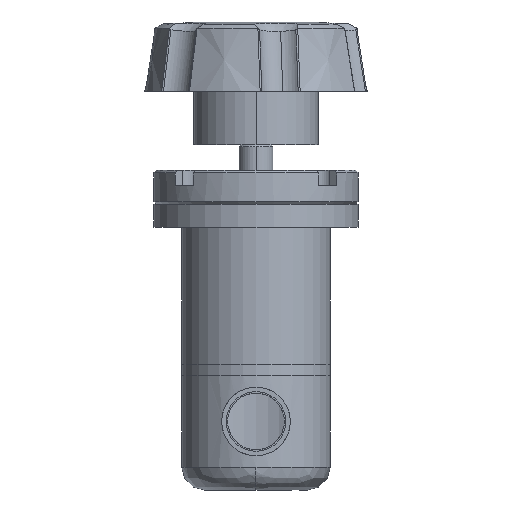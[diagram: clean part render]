
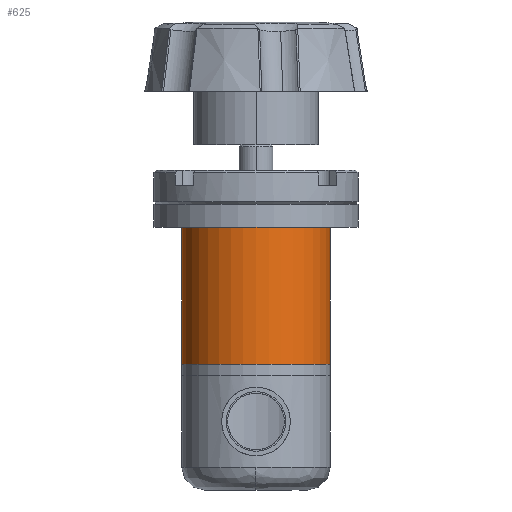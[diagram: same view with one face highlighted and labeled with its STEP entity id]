
A CAD part, front view. The second image highlights one B-rep face of the part: STEP entity #625.
In plain terms, the highlighted cylindrical face has radius 20.637 mm (diameter 41.275 mm), a partial arc.
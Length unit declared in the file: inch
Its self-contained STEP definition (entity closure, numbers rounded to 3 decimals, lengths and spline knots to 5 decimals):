
#550 = VERTEX_POINT ( 'NONE', #930 ) ;
#625 = ADVANCED_FACE ( 'NONE', ( #8246 ), #4974, .T. ) ;
#930 = CARTESIAN_POINT ( 'NONE',  ( 0.8125, 0., -0.78 ) ) ;
#1168 = VERTEX_POINT ( 'NONE', #4778 ) ;
#1502 = CARTESIAN_POINT ( 'NONE',  ( 0.8125, 0., 0.78 ) ) ;
#2453 = CARTESIAN_POINT ( 'NONE',  ( 0., 0., 0.76 ) ) ;
#2500 = CARTESIAN_POINT ( 'NONE',  ( -0.8125, 0., 0.76 ) ) ;
#2512 = LINE ( 'NONE', #1502, #7377 ) ;
#3383 = DIRECTION ( 'NONE',  ( -1., 0., 0. ) ) ;
#3768 = LINE ( 'NONE', #6848, #6464 ) ;
#3814 = CIRCLE ( 'NONE', #6341, 0.8125 ) ;
#3999 = CARTESIAN_POINT ( 'NONE',  ( 0., 0., -0.78 ) ) ;
#4058 = DIRECTION ( 'NONE',  ( 0., 0., -1. ) ) ;
#4381 = ORIENTED_EDGE ( 'NONE', *, *, #8347, .F. ) ;
#4393 = EDGE_CURVE ( 'NONE', #1168, #7823, #9335, .T. ) ;
#4778 = CARTESIAN_POINT ( 'NONE',  ( 0.8125, 0., 0.76 ) ) ;
#4915 = DIRECTION ( 'NONE',  ( -1., 0., 0. ) ) ;
#4933 = EDGE_CURVE ( 'NONE', #7823, #8810, #3768, .T. ) ;
#4950 = CARTESIAN_POINT ( 'NONE',  ( -0.8125, 0., -0.78 ) ) ;
#4974 = CYLINDRICAL_SURFACE ( 'NONE', #8530, 0.8125 ) ;
#5891 = ORIENTED_EDGE ( 'NONE', *, *, #7615, .T. ) ;
#6341 = AXIS2_PLACEMENT_3D ( 'NONE', #3999, #10376, #4915 ) ;
#6464 = VECTOR ( 'NONE', #4058, 39.37008 ) ;
#6848 = CARTESIAN_POINT ( 'NONE',  ( -0.8125, 0., 0.78 ) ) ;
#6980 = DIRECTION ( 'NONE',  ( 0., 0., -1. ) ) ;
#7160 = DIRECTION ( 'NONE',  ( 0., 0., -1. ) ) ;
#7377 = VECTOR ( 'NONE', #6980, 39.37008 ) ;
#7615 = EDGE_CURVE ( 'NONE', #8810, #550, #3814, .T. ) ;
#7620 = CARTESIAN_POINT ( 'NONE',  ( 0., 0., 0.78 ) ) ;
#7823 = VERTEX_POINT ( 'NONE', #2500 ) ;
#8236 = ORIENTED_EDGE ( 'NONE', *, *, #4933, .T. ) ;
#8246 = FACE_OUTER_BOUND ( 'NONE', #10236, .T. ) ;
#8347 = EDGE_CURVE ( 'NONE', #1168, #550, #2512, .T. ) ;
#8530 = AXIS2_PLACEMENT_3D ( 'NONE', #7620, #7160, #11298 ) ;
#8810 = VERTEX_POINT ( 'NONE', #4950 ) ;
#8842 = DIRECTION ( 'NONE',  ( 0., 0., -1. ) ) ;
#9335 = CIRCLE ( 'NONE', #11135, 0.8125 ) ;
#10236 = EDGE_LOOP ( 'NONE', ( #4381, #11699, #8236, #5891 ) ) ;
#10376 = DIRECTION ( 'NONE',  ( 0., 0., 1. ) ) ;
#11135 = AXIS2_PLACEMENT_3D ( 'NONE', #2453, #8842, #3383 ) ;
#11298 = DIRECTION ( 'NONE',  ( -1., 0., 0. ) ) ;
#11699 = ORIENTED_EDGE ( 'NONE', *, *, #4393, .T. ) ;
